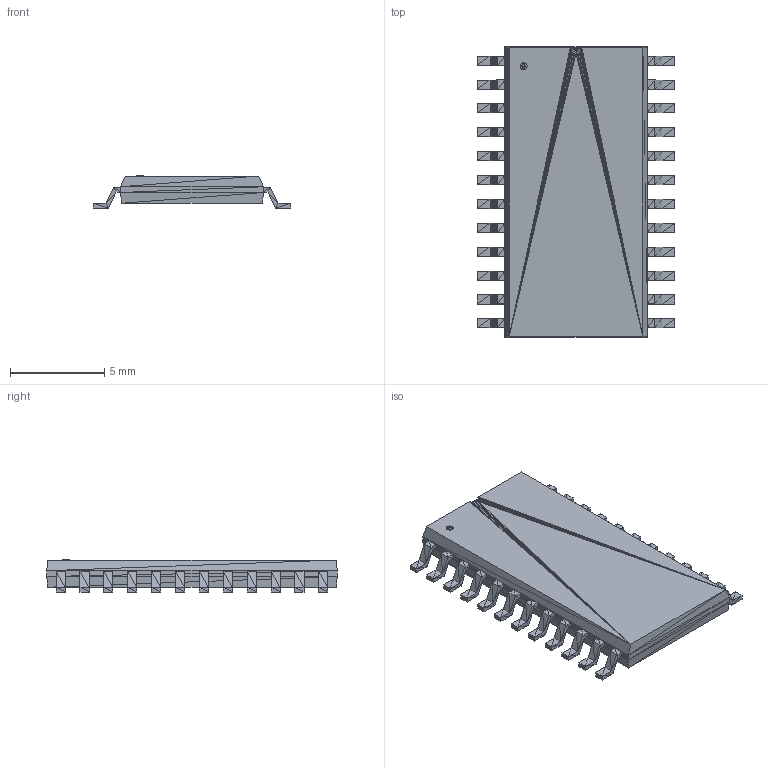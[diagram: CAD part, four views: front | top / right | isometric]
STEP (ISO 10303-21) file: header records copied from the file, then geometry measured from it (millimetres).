
FILE_DESCRIPTION(('STEP AP214'),'1');
FILE_NAME('R_24','2018-08-18T21:14:50',(''),(''),'','','');
FILE_SCHEMA(('AUTOMOTIVE_DESIGN'));
Length unit declared in the file: millimetre
Products named in the file (1): product
Bounding box: 10.52 x 15.44 x 1.7 mm (x, y, z)
Surface area: 367.5 mm2 (no closed solid volume)
Topology: 0 solids, 901 shells, 901 faces, 2703 edges, 2703 vertices
Faces by surface type: plane 901
Entity records: 29792 total; most frequent: CARTESIAN_POINT 6308, DIRECTION 4507, ORIENTED_EDGE 2703, EDGE_CURVE 2703, VERTEX_POINT 2703, LINE 2703, VECTOR 2703, AXIS2_PLACEMENT_3D 902
